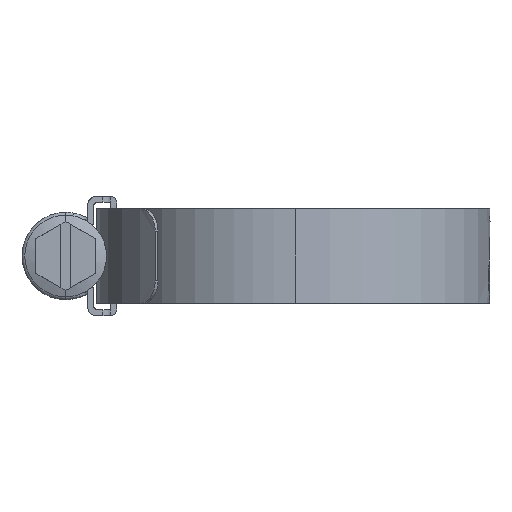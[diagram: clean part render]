
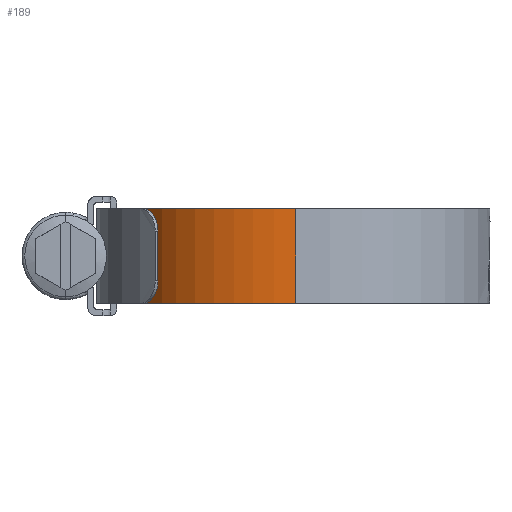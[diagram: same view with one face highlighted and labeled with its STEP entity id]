
A CAD part, left-side view. The second image highlights one B-rep face of the part: STEP entity #189.
In plain terms, the highlighted free-form (B-spline) face has degree [3, 1] with [17, 2] control points.
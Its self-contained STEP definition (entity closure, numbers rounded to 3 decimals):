
#89 = EDGE_CURVE ( 'NONE', #2371, #3841, #7686, .T. ) ;
#189 = ADVANCED_FACE ( 'NONE', ( #6312 ), #1926, .F. ) ;
#197 = CARTESIAN_POINT ( 'NONE',  ( -26.03, 0., 6.35 ) ) ;
#200 = VECTOR ( 'NONE', #5158, 1000. ) ;
#277 = CARTESIAN_POINT ( 'NONE',  ( -18.969, 18.137, -6.35 ) ) ;
#364 = CARTESIAN_POINT ( 'NONE',  ( -23.83, 11.577, 6.35 ) ) ;
#403 = CARTESIAN_POINT ( 'NONE',  ( -5.062, 24.885, 6.35 ) ) ;
#418 = CARTESIAN_POINT ( 'NONE',  ( -4.955, 24.912, -6.35 ) ) ;
#448 = CARTESIAN_POINT ( 'NONE',  ( -25.593, 6.219, 6.35 ) ) ;
#490 = CARTESIAN_POINT ( 'NONE',  ( -7.91, 24.083, -6.35 ) ) ;
#529 = CARTESIAN_POINT ( 'NONE',  ( -22.503, 13.966, 6.35 ) ) ;
#634 = CARTESIAN_POINT ( 'NONE',  ( -5.172, 24.857, 6.35 ) ) ;
#837 = ORIENTED_EDGE ( 'NONE', *, *, #89, .T. ) ;
#843 = CARTESIAN_POINT ( 'NONE',  ( -25.593, 6.219, -6.35 ) ) ;
#934 = CARTESIAN_POINT ( 'NONE',  ( -5.172, 24.857, -6.35 ) ) ;
#1014 = CARTESIAN_POINT ( 'NONE',  ( -5.388, 24.801, -6.35 ) ) ;
#1057 = CARTESIAN_POINT ( 'NONE',  ( -16.763, 19.918, -6.35 ) ) ;
#1098 = CARTESIAN_POINT ( 'NONE',  ( -5.711, 24.717, 6.35 ) ) ;
#1140 = CARTESIAN_POINT ( 'NONE',  ( -12.814, 22.131, 6.35 ) ) ;
#1408 = EDGE_CURVE ( 'NONE', #2290, #6974, #3010, .T. ) ;
#1458 = CARTESIAN_POINT ( 'NONE',  ( -16.763, 19.918, -6.35 ) ) ;
#1499 = CARTESIAN_POINT ( 'NONE',  ( -9.096, 23.672, -6.35 ) ) ;
#1542 = CARTESIAN_POINT ( 'NONE',  ( -5.388, 24.801, -6.35 ) ) ;
#1629 = CARTESIAN_POINT ( 'NONE',  ( -11.39, 22.793, -6.35 ) ) ;
#1709 = CARTESIAN_POINT ( 'NONE',  ( -5.172, 24.857, -6.35 ) ) ;
#1782 = EDGE_CURVE ( 'NONE', #6974, #3841, #3793, .T. ) ;
#1832 = LINE ( 'NONE', #3700, #200 ) ;
#1841 = CARTESIAN_POINT ( 'NONE',  ( -7.91, 24.083, 6.35 ) ) ;
#1902 = CARTESIAN_POINT ( 'NONE',  ( -23.83, 11.577, 6.35 ) ) ;
#1926 = B_SPLINE_SURFACE_WITH_KNOTS ( 'NONE', 3, 1, ( 
 ( #3706, #3055 ),
 ( #403, #6350 ),
 ( #2321, #1709 ),
 ( #2360, #1014 ),
 ( #1098, #4396 ),
 ( #2401, #6433 ),
 ( #1841, #490 ),
 ( #4477, #7124 ),
 ( #5081, #3750 ),
 ( #1140, #6395 ),
 ( #3143, #1057 ),
 ( #5730, #7614 ),
 ( #529, #5690 ),
 ( #364, #5778 ),
 ( #448, #7084 ),
 ( #5036, #7705 ),
 ( #3098, #3013 ) ),
 .UNSPECIFIED., .F., .F., .F.,
 ( 4, 2, 1, 1, 1, 2, 2, 2, 2, 4 ),
 ( 2, 2 ),
 ( 0., 0.008, 0.016, 0.031, 0.062, 0.125, 0.25, 0.5, 0.75, 1. ),
 ( 0., 1. ),
 .UNSPECIFIED. ) ;
#1942 = CARTESIAN_POINT ( 'NONE',  ( -5.062, 24.885, 6.35 ) ) ;
#2115 = CARTESIAN_POINT ( 'NONE',  ( -22.503, 13.966, -6.35 ) ) ;
#2290 = VERTEX_POINT ( 'NONE', #3594 ) ;
#2321 = CARTESIAN_POINT ( 'NONE',  ( -5.172, 24.857, 6.35 ) ) ;
#2360 = CARTESIAN_POINT ( 'NONE',  ( -5.388, 24.801, 6.35 ) ) ;
#2371 = VERTEX_POINT ( 'NONE', #418 ) ;
#2401 = CARTESIAN_POINT ( 'NONE',  ( -6.455, 24.514, 6.35 ) ) ;
#2444 = ORIENTED_EDGE ( 'NONE', *, *, #1408, .F. ) ;
#2502 = CARTESIAN_POINT ( 'NONE',  ( -6.455, 24.514, 6.35 ) ) ;
#2805 = CARTESIAN_POINT ( 'NONE',  ( -26.03, 3.251, -6.35 ) ) ;
#3010 = B_SPLINE_CURVE_WITH_KNOTS ( 'NONE', 3,
 ( #3846, #1942, #634, #8448, #4536, #2502, #7226, #3193, #3152, #5836, #5307, #5181, #7847, #1902, #3887, #5262, #7179 ),
 .UNSPECIFIED., .F., .F.,
 ( 4, 2, 1, 1, 1, 2, 2, 2, 2, 4 ),
 ( 0., 0.008, 0.016, 0.031, 0.062, 0.125, 0.25, 0.5, 0.75, 1. ),
 .UNSPECIFIED. ) ;
#3013 = CARTESIAN_POINT ( 'NONE',  ( -26.03, 0., -6.35 ) ) ;
#3055 = CARTESIAN_POINT ( 'NONE',  ( -4.955, 24.912, -6.35 ) ) ;
#3098 = CARTESIAN_POINT ( 'NONE',  ( -26.03, 0., 6.35 ) ) ;
#3143 = CARTESIAN_POINT ( 'NONE',  ( -16.763, 19.918, 6.35 ) ) ;
#3152 = CARTESIAN_POINT ( 'NONE',  ( -11.39, 22.793, 6.35 ) ) ;
#3193 = CARTESIAN_POINT ( 'NONE',  ( -9.096, 23.672, 6.35 ) ) ;
#3594 = CARTESIAN_POINT ( 'NONE',  ( -4.955, 24.912, 6.35 ) ) ;
#3622 = CARTESIAN_POINT ( 'NONE',  ( -5.711, 24.717, -6.35 ) ) ;
#3700 = CARTESIAN_POINT ( 'NONE',  ( -4.955, 24.912, 6.35 ) ) ;
#3706 = CARTESIAN_POINT ( 'NONE',  ( -4.955, 24.912, 6.35 ) ) ;
#3750 = CARTESIAN_POINT ( 'NONE',  ( -11.39, 22.793, -6.35 ) ) ;
#3793 = LINE ( 'NONE', #4475, #5293 ) ;
#3841 = VERTEX_POINT ( 'NONE', #5816 ) ;
#3846 = CARTESIAN_POINT ( 'NONE',  ( -4.955, 24.912, 6.35 ) ) ;
#3887 = CARTESIAN_POINT ( 'NONE',  ( -25.593, 6.219, 6.35 ) ) ;
#4058 = ORIENTED_EDGE ( 'NONE', *, *, #1782, .F. ) ;
#4396 = CARTESIAN_POINT ( 'NONE',  ( -5.711, 24.717, -6.35 ) ) ;
#4475 = CARTESIAN_POINT ( 'NONE',  ( -26.03, 0., 6.35 ) ) ;
#4477 = CARTESIAN_POINT ( 'NONE',  ( -9.096, 23.672, 6.35 ) ) ;
#4536 = CARTESIAN_POINT ( 'NONE',  ( -5.711, 24.717, 6.35 ) ) ;
#5036 = CARTESIAN_POINT ( 'NONE',  ( -26.03, 3.251, 6.35 ) ) ;
#5081 = CARTESIAN_POINT ( 'NONE',  ( -11.39, 22.793, 6.35 ) ) ;
#5158 = DIRECTION ( 'NONE',  ( 0., 0., -1. ) ) ;
#5181 = CARTESIAN_POINT ( 'NONE',  ( -18.969, 18.137, 6.35 ) ) ;
#5262 = CARTESIAN_POINT ( 'NONE',  ( -26.03, 3.251, 6.35 ) ) ;
#5293 = VECTOR ( 'NONE', #7123, 1000. ) ;
#5307 = CARTESIAN_POINT ( 'NONE',  ( -16.763, 19.918, 6.35 ) ) ;
#5557 = CARTESIAN_POINT ( 'NONE',  ( -26.03, 0., -6.35 ) ) ;
#5604 = CARTESIAN_POINT ( 'NONE',  ( -4.955, 24.912, -6.35 ) ) ;
#5690 = CARTESIAN_POINT ( 'NONE',  ( -22.503, 13.966, -6.35 ) ) ;
#5730 = CARTESIAN_POINT ( 'NONE',  ( -18.969, 18.137, 6.35 ) ) ;
#5778 = CARTESIAN_POINT ( 'NONE',  ( -23.83, 11.577, -6.35 ) ) ;
#5816 = CARTESIAN_POINT ( 'NONE',  ( -26.03, 0., -6.35 ) ) ;
#5836 = CARTESIAN_POINT ( 'NONE',  ( -12.814, 22.131, 6.35 ) ) ;
#6223 = CARTESIAN_POINT ( 'NONE',  ( -7.91, 24.083, -6.35 ) ) ;
#6312 = FACE_OUTER_BOUND ( 'NONE', #7498, .T. ) ;
#6350 = CARTESIAN_POINT ( 'NONE',  ( -5.062, 24.885, -6.35 ) ) ;
#6395 = CARTESIAN_POINT ( 'NONE',  ( -12.814, 22.131, -6.35 ) ) ;
#6433 = CARTESIAN_POINT ( 'NONE',  ( -6.455, 24.514, -6.35 ) ) ;
#6878 = CARTESIAN_POINT ( 'NONE',  ( -5.062, 24.885, -6.35 ) ) ;
#6974 = VERTEX_POINT ( 'NONE', #197 ) ;
#7084 = CARTESIAN_POINT ( 'NONE',  ( -25.593, 6.219, -6.35 ) ) ;
#7123 = DIRECTION ( 'NONE',  ( 0., 0., -1. ) ) ;
#7124 = CARTESIAN_POINT ( 'NONE',  ( -9.096, 23.672, -6.35 ) ) ;
#7179 = CARTESIAN_POINT ( 'NONE',  ( -26.03, 0., 6.35 ) ) ;
#7226 = CARTESIAN_POINT ( 'NONE',  ( -7.91, 24.083, 6.35 ) ) ;
#7269 = ORIENTED_EDGE ( 'NONE', *, *, #7631, .T. ) ;
#7446 = CARTESIAN_POINT ( 'NONE',  ( -6.455, 24.514, -6.35 ) ) ;
#7498 = EDGE_LOOP ( 'NONE', ( #837, #4058, #2444, #7269 ) ) ;
#7614 = CARTESIAN_POINT ( 'NONE',  ( -18.969, 18.137, -6.35 ) ) ;
#7631 = EDGE_CURVE ( 'NONE', #2290, #2371, #1832, .T. ) ;
#7686 = B_SPLINE_CURVE_WITH_KNOTS ( 'NONE', 3,
 ( #5604, #6878, #934, #1542, #3622, #7446, #6223, #1499, #1629, #8184, #1458, #277, #2115, #8145, #843, #2805, #5557 ),
 .UNSPECIFIED., .F., .F.,
 ( 4, 2, 1, 1, 1, 2, 2, 2, 2, 4 ),
 ( 0., 0.008, 0.016, 0.031, 0.062, 0.125, 0.25, 0.5, 0.75, 1. ),
 .UNSPECIFIED. ) ;
#7705 = CARTESIAN_POINT ( 'NONE',  ( -26.03, 3.251, -6.35 ) ) ;
#7847 = CARTESIAN_POINT ( 'NONE',  ( -22.503, 13.966, 6.35 ) ) ;
#8145 = CARTESIAN_POINT ( 'NONE',  ( -23.83, 11.577, -6.35 ) ) ;
#8184 = CARTESIAN_POINT ( 'NONE',  ( -12.814, 22.131, -6.35 ) ) ;
#8448 = CARTESIAN_POINT ( 'NONE',  ( -5.388, 24.801, 6.35 ) ) ;
